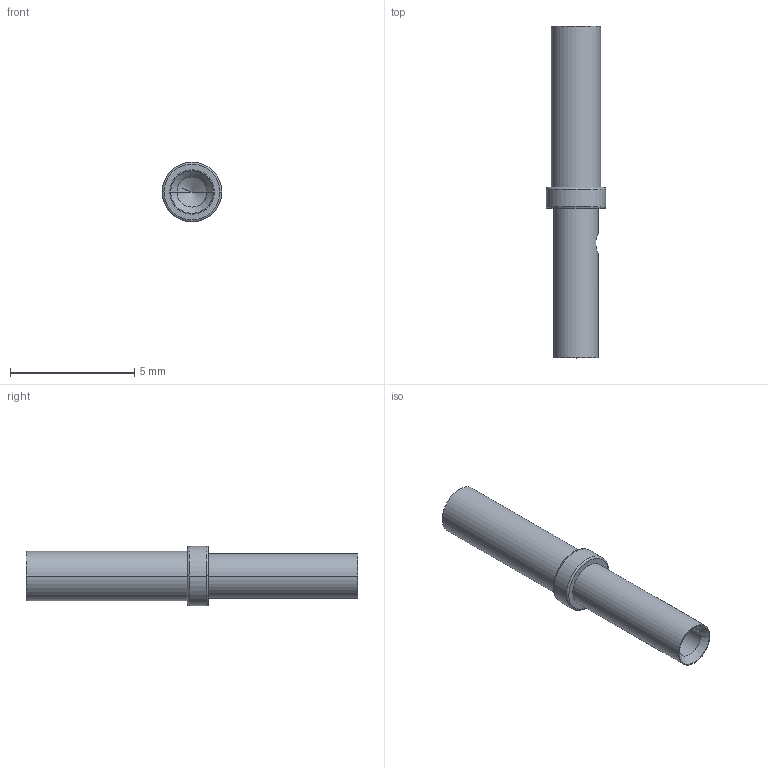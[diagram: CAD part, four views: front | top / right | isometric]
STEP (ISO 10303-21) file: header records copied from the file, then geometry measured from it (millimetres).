
FILE_DESCRIPTION((''),'2;1');
FILE_NAME('00170420302','2020-01-23T',('presta_be4'),(''),'CREO PARAMETRIC BY PTC INC, 2018360','CREO PARAMETRIC BY PTC INC, 2018360','');
FILE_SCHEMA(('CONFIG_CONTROL_DESIGN'));
Length unit declared in the file: millimetre
Products named in the file (1): 00170420302
Bounding box: 2.4 x 13.37 x 2.4 mm (x, y, z)
Volume: 26.5 mm3; surface area: 130.7 mm2
Topology: 1 solids, 1 shells, 26 faces, 58 edges, 32 vertices
Faces by surface type: cylinder 12, cone 6, torus 4, plane 4
Entity records: 926 total; most frequent: CARTESIAN_POINT 312, DIRECTION 132, ORIENTED_EDGE 108, AXIS2_PLACEMENT_3D 56, EDGE_CURVE 54, VERTEX_POINT 32, EDGE_LOOP 30, CIRCLE 30
